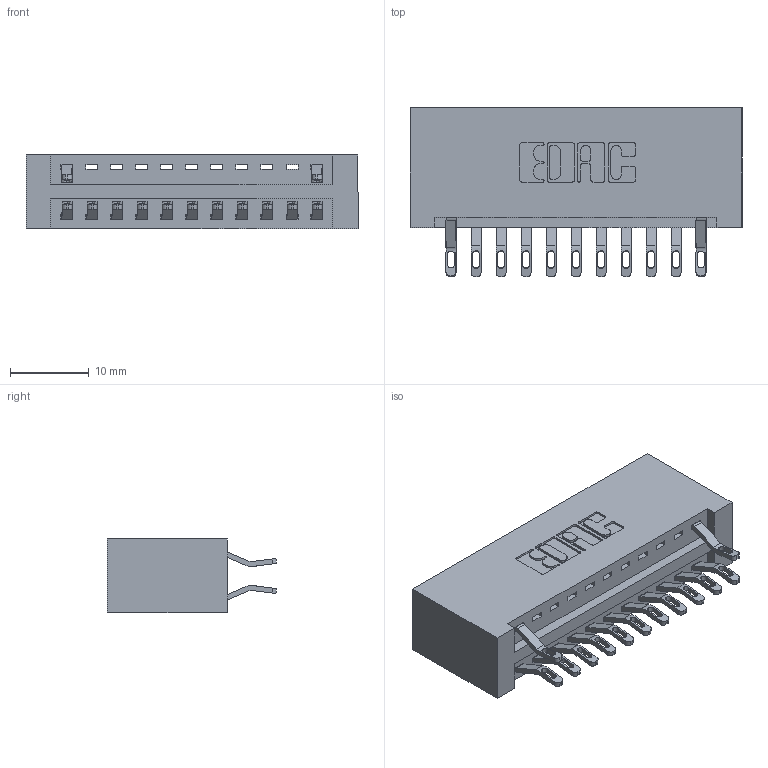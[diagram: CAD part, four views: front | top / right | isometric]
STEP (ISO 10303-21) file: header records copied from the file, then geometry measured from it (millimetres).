
FILE_DESCRIPTION (( 'STEP AP203' ), '1' );
FILE_NAME ('346-022-555-201.STEP', '2018-08-21T00:50:00', ( '' ), ( '' ), 'SwSTEP 2.0', 'SolidWorks 2016', '' );
FILE_SCHEMA (( 'CONFIG_CONTROL_DESIGN' ));
Length unit declared in the file: inch
Products named in the file (3): 346 Part_No Mounting Lugs; 345-292-001_555 Tail; 346-022-555-201
Assembly tree (14 placements, depth 2):
  346-022-555-201
    346 Part_No Mounting Lugs
    345-292-001_555 Tail  x13
Bounding box: 42.16 x 21.46 x 9.4 mm (x, y, z)
Volume: 4400.7 mm3; surface area: 5392.4 mm2
Topology: 14 solids, 14 shells, 922 faces, 2873 edges, 1914 vertices
Faces by surface type: plane 546, cylinder 376
Entity records: 11113 total; most frequent: CARTESIAN_POINT 1945, ORIENTED_EDGE 1858, DIRECTION 1719, EDGE_CURVE 929, VECTOR 741, LINE 741, VERTEX_POINT 618, AXIS2_PLACEMENT_3D 489
